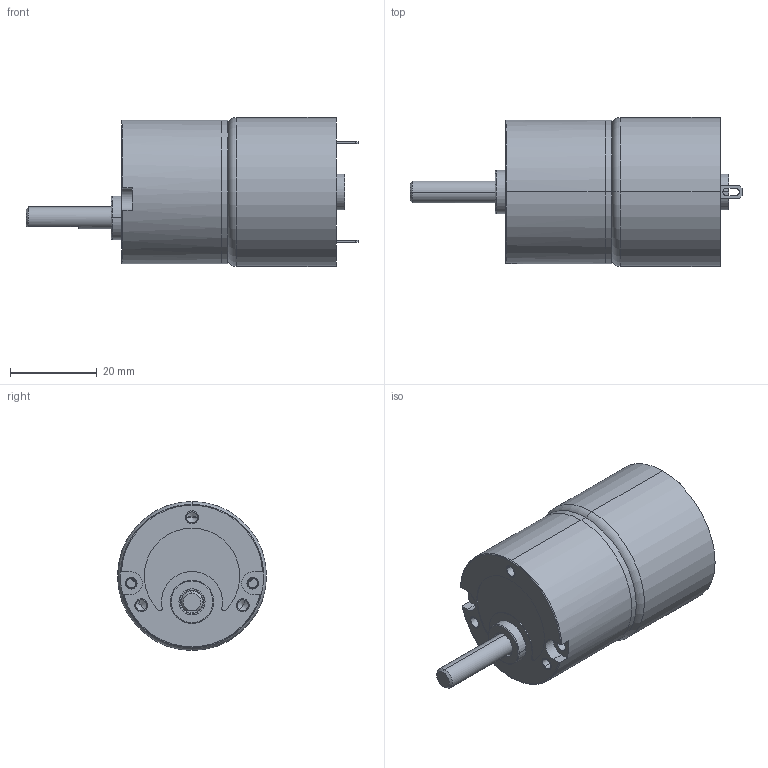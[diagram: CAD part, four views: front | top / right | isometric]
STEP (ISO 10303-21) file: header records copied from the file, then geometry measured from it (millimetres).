
FILE_DESCRIPTION((''),'2;1');
FILE_NAME('33RS-000_ASM','2024-07-12T',('86157'),(''),'PRO/ENGINEER BY PARAMETRIC TECHNOLOGY CORPORATION, 2010280','PRO/ENGINEER BY PARAMETRIC TECHNOLOGY CORPORATION, 2010280','');
FILE_SCHEMA(('CONFIG_CONTROL_DESIGN'));
Length unit declared in the file: millimetre
Products named in the file (10): DM033P420003-007; DM030P510002; 33RS-002_ASM; DM033P410001; DM030P510001; DM037P320005; 33RS-001_ASM; 33RS-ZHOU; MOTOR-3530; 33RS-000_ASM
Assembly tree (10 placements, depth 3):
  33RS-000_ASM
    33RS-002_ASM
      DM033P420003-007
      DM030P510002
    33RS-001_ASM
      DM033P410001
      DM030P510001
      DM037P320005  x2
    33RS-ZHOU
    MOTOR-3530
Bounding box: 76.4 x 34.3 x 34.3 mm (x, y, z)
Volume: 30783.8 mm3; surface area: 16516.9 mm2
Topology: 8 solids, 19 shells, 359 faces, 870 edges, 559 vertices
Faces by surface type: cylinder 188, plane 113, cone 44, torus 14
Entity records: 10718 total; most frequent: DIRECTION 2066, CARTESIAN_POINT 1797, ORIENTED_EDGE 1632, AXIS2_PLACEMENT_3D 851, EDGE_CURVE 838, VERTEX_POINT 551, CIRCLE 468, EDGE_LOOP 429
